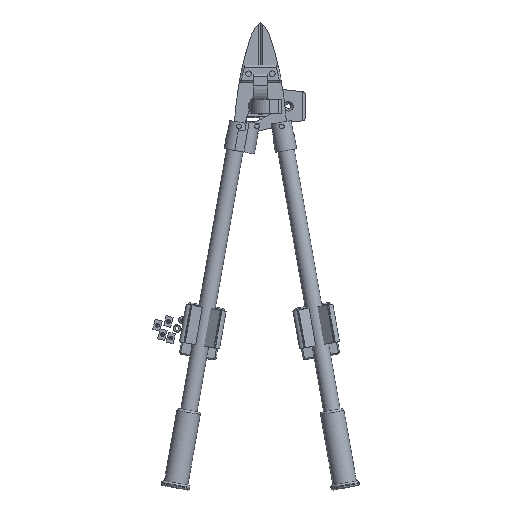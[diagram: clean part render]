
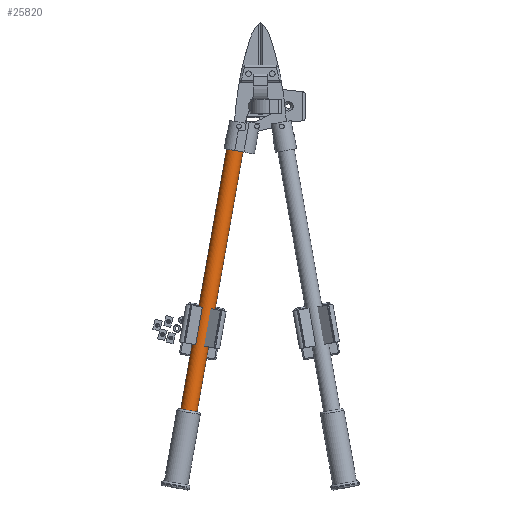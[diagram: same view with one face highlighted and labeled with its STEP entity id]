
A CAD part, top view. The second image highlights one B-rep face of the part: STEP entity #25820.
In plain terms, the highlighted cylindrical face has radius 11.113 mm (diameter 22.225 mm), a partial arc.
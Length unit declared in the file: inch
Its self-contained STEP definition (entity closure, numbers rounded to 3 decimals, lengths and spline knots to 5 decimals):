
#451 = CYLINDRICAL_SURFACE ( 'NONE', #31750, 0.4375 ) ;
#1106 = CARTESIAN_POINT ( 'NONE',  ( 20.5015, -3.32592, 0. ) ) ;
#1349 = EDGE_CURVE ( 'NONE', #28909, #36716, #9653, .T. ) ;
#2193 = CIRCLE ( 'NONE', #37640, 0.4375 ) ;
#4107 = DIRECTION ( 'NONE',  ( -0.985, 0.174, 0. ) ) ;
#4176 = EDGE_CURVE ( 'NONE', #36716, #13220, #33996, .T. ) ;
#5490 = CARTESIAN_POINT ( 'NONE',  ( 6.83729, -0.91655, 0. ) ) ;
#6624 = ORIENTED_EDGE ( 'NONE', *, *, #1349, .T. ) ;
#7728 = VECTOR ( 'NONE', #10234, 39.37008 ) ;
#9653 = CIRCLE ( 'NONE', #13679, 0.4375 ) ;
#10234 = DIRECTION ( 'NONE',  ( -0.985, 0.174, 0. ) ) ;
#11106 = CARTESIAN_POINT ( 'NONE',  ( 20.42553, -3.75677, 0. ) ) ;
#11295 = DIRECTION ( 'NONE',  ( -0.985, 0.174, 0. ) ) ;
#13220 = VERTEX_POINT ( 'NONE', #5490 ) ;
#13602 = VERTEX_POINT ( 'NONE', #22834 ) ;
#13679 = AXIS2_PLACEMENT_3D ( 'NONE', #11106, #31850, #14075 ) ;
#14075 = DIRECTION ( 'NONE',  ( -0.174, -0.985, 0. ) ) ;
#15679 = LINE ( 'NONE', #31024, #7728 ) ;
#17331 = FACE_OUTER_BOUND ( 'NONE', #29801, .T. ) ;
#20062 = EDGE_CURVE ( 'NONE', #13602, #13220, #2193, .T. ) ;
#22834 = CARTESIAN_POINT ( 'NONE',  ( 6.68535, -1.77826, 0. ) ) ;
#24003 = ORIENTED_EDGE ( 'NONE', *, *, #4176, .T. ) ;
#25808 = DIRECTION ( 'NONE',  ( -0.985, 0.174, 0. ) ) ;
#25820 = ADVANCED_FACE ( 'NONE', ( #17331 ), #451, .T. ) ;
#25947 = DIRECTION ( 'NONE',  ( 0.174, 0.985, 0. ) ) ;
#26096 = VECTOR ( 'NONE', #4107, 39.37008 ) ;
#26705 = ORIENTED_EDGE ( 'NONE', *, *, #30581, .F. ) ;
#28251 = CARTESIAN_POINT ( 'NONE',  ( 20.34955, -4.18763, 0. ) ) ;
#28909 = VERTEX_POINT ( 'NONE', #28251 ) ;
#28915 = CARTESIAN_POINT ( 'NONE',  ( 20.42553, -3.75677, 0. ) ) ;
#29065 = CARTESIAN_POINT ( 'NONE',  ( 6.76132, -1.3474, 0. ) ) ;
#29801 = EDGE_LOOP ( 'NONE', ( #26705, #6624, #24003, #31653 ) ) ;
#30581 = EDGE_CURVE ( 'NONE', #28909, #13602, #15679, .T. ) ;
#31024 = CARTESIAN_POINT ( 'NONE',  ( 20.34955, -4.18763, 0. ) ) ;
#31653 = ORIENTED_EDGE ( 'NONE', *, *, #20062, .F. ) ;
#31750 = AXIS2_PLACEMENT_3D ( 'NONE', #28915, #25808, #25947 ) ;
#31850 = DIRECTION ( 'NONE',  ( -0.985, 0.174, 0. ) ) ;
#32037 = DIRECTION ( 'NONE',  ( -0.174, -0.985, 0. ) ) ;
#33996 = LINE ( 'NONE', #1106, #26096 ) ;
#34686 = CARTESIAN_POINT ( 'NONE',  ( 20.5015, -3.32592, 0. ) ) ;
#36716 = VERTEX_POINT ( 'NONE', #34686 ) ;
#37640 = AXIS2_PLACEMENT_3D ( 'NONE', #29065, #11295, #32037 ) ;
